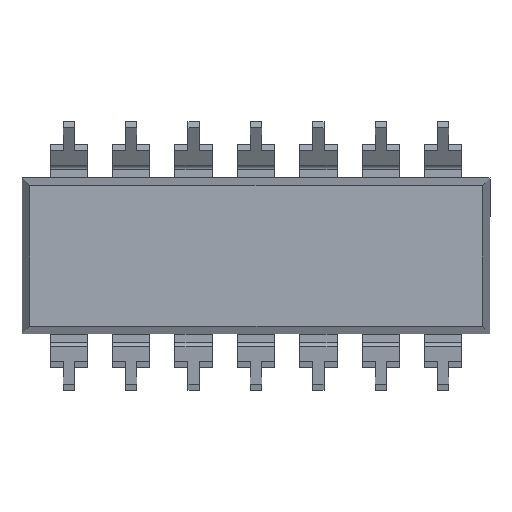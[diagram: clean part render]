
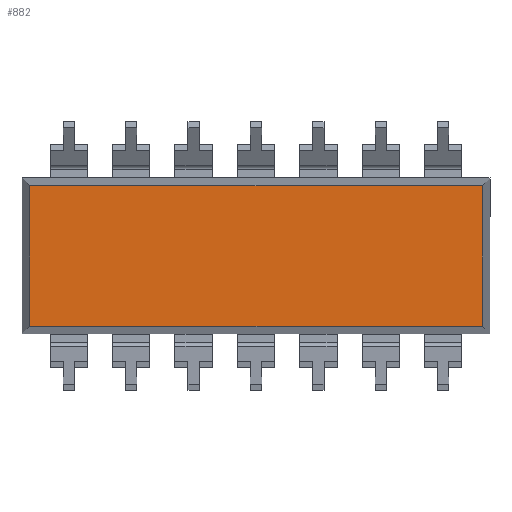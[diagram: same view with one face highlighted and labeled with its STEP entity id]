
A CAD part, front view. The second image highlights one B-rep face of the part: STEP entity #882.
In plain terms, the highlighted planar face has unit normal (0, -1, 0).
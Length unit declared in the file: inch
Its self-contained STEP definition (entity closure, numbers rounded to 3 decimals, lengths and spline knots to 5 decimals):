
#32 = EDGE_LOOP ( 'NONE', ( #562, #3230, #2184, #3517 ) ) ;
#189 = LINE ( 'NONE', #608, #2067 ) ;
#242 = LINE ( 'NONE', #3446, #2035 ) ;
#432 = VERTEX_POINT ( 'NONE', #5003 ) ;
#439 = CARTESIAN_POINT ( 'NONE',  ( 0.36282, 0.015, -0.11282 ) ) ;
#550 = VECTOR ( 'NONE', #2950, 39.37008 ) ;
#562 = ORIENTED_EDGE ( 'NONE', *, *, #1059, .T. ) ;
#608 = CARTESIAN_POINT ( 'NONE',  ( 0.375, 0.015, 0.11282 ) ) ;
#629 = LINE ( 'NONE', #1382, #550 ) ;
#882 = ADVANCED_FACE ( 'NONE', ( #4957 ), #3058, .T. ) ;
#1059 = EDGE_CURVE ( 'NONE', #432, #4790, #3866, .T. ) ;
#1382 = CARTESIAN_POINT ( 'NONE',  ( 0.36282, 0.015, -0.125 ) ) ;
#1466 = CARTESIAN_POINT ( 'NONE',  ( 0., 0.015, 0. ) ) ;
#1907 = CARTESIAN_POINT ( 'NONE',  ( 0.36282, 0.015, 0.11282 ) ) ;
#1957 = AXIS2_PLACEMENT_3D ( 'NONE', #1466, #4128, #2518 ) ;
#2035 = VECTOR ( 'NONE', #4071, 39.37008 ) ;
#2067 = VECTOR ( 'NONE', #5374, 39.37008 ) ;
#2184 = ORIENTED_EDGE ( 'NONE', *, *, #6055, .T. ) ;
#2377 = VECTOR ( 'NONE', #2607, 39.37008 ) ;
#2493 = CARTESIAN_POINT ( 'NONE',  ( -0.36282, 0.015, 0.11282 ) ) ;
#2518 = DIRECTION ( 'NONE',  ( 0., 0., -1. ) ) ;
#2607 = DIRECTION ( 'NONE',  ( 1., 0., 0. ) ) ;
#2950 = DIRECTION ( 'NONE',  ( 0., 0., 1. ) ) ;
#3019 = EDGE_CURVE ( 'NONE', #5880, #432, #242, .T. ) ;
#3058 = PLANE ( 'NONE',  #1957 ) ;
#3230 = ORIENTED_EDGE ( 'NONE', *, *, #5584, .T. ) ;
#3446 = CARTESIAN_POINT ( 'NONE',  ( -0.36282, 0.015, 0.125 ) ) ;
#3517 = ORIENTED_EDGE ( 'NONE', *, *, #3019, .T. ) ;
#3866 = LINE ( 'NONE', #5252, #2377 ) ;
#4071 = DIRECTION ( 'NONE',  ( 0., 0., -1. ) ) ;
#4128 = DIRECTION ( 'NONE',  ( 0., -1., 0. ) ) ;
#4790 = VERTEX_POINT ( 'NONE', #439 ) ;
#4957 = FACE_OUTER_BOUND ( 'NONE', #32, .T. ) ;
#5003 = CARTESIAN_POINT ( 'NONE',  ( -0.36282, 0.015, -0.11282 ) ) ;
#5234 = VERTEX_POINT ( 'NONE', #1907 ) ;
#5252 = CARTESIAN_POINT ( 'NONE',  ( -0.375, 0.015, -0.11282 ) ) ;
#5374 = DIRECTION ( 'NONE',  ( -1., 0., 0. ) ) ;
#5584 = EDGE_CURVE ( 'NONE', #4790, #5234, #629, .T. ) ;
#5880 = VERTEX_POINT ( 'NONE', #2493 ) ;
#6055 = EDGE_CURVE ( 'NONE', #5234, #5880, #189, .T. ) ;
